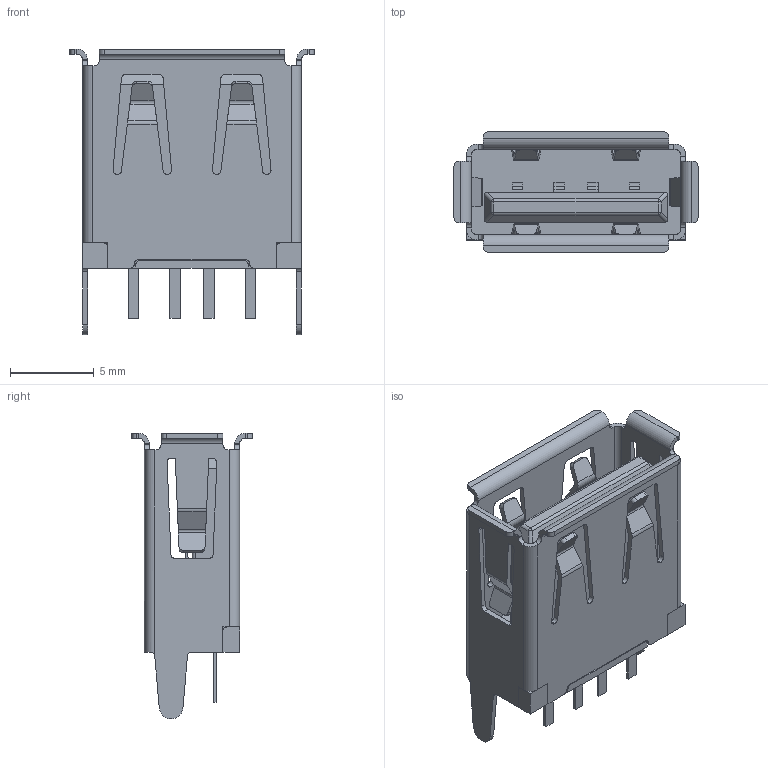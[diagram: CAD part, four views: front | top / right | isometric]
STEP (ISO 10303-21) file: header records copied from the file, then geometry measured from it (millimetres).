
FILE_DESCRIPTION (( 'STEP AP214' ), '1' );
FILE_NAME ('USB-A-TH_USB-M-22.STEP', '2023-04-25T07:08:43', ( '' ), ( '' ), 'SwSTEP 2.0', 'SolidWorks 2020', '' );
FILE_SCHEMA (( 'AUTOMOTIVE_DESIGN' ));
Length unit declared in the file: millimetre
Products named in the file (1): USB-A-TH_USB-M-22
Bounding box: 14.6 x 7.2 x 17.1 mm (x, y, z)
Volume: 494.2 mm3; surface area: 1503 mm2
Topology: 2 solids, 2 shells, 651 faces, 1767 edges, 1142 vertices
Faces by surface type: plane 393, cylinder 156, bspline 98, sphere 4
Entity records: 28021 total; most frequent: CARTESIAN_POINT 5139, ORIENTED_EDGE 3534, DIRECTION 2819, EDGE_CURVE 1767, LINE 1247, VECTOR 1247, VERTEX_POINT 1142, AXIS2_PLACEMENT_3D 786
